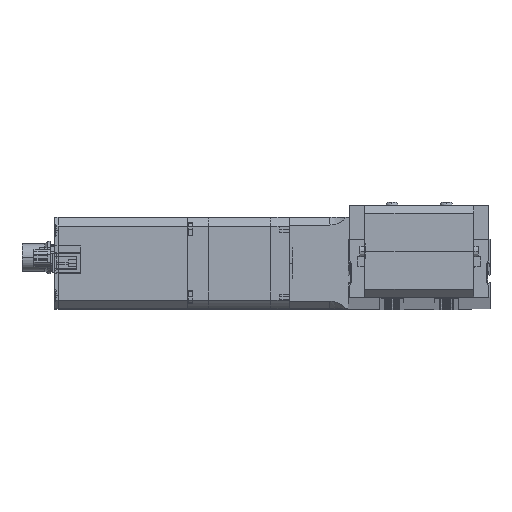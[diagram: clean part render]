
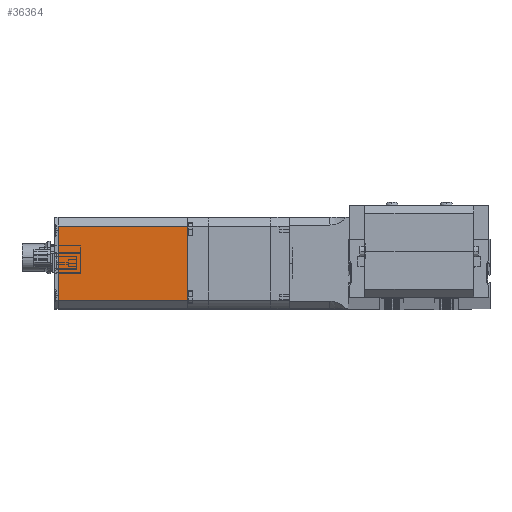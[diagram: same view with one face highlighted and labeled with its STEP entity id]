
A CAD part, top view. The second image highlights one B-rep face of the part: STEP entity #36364.
In plain terms, the highlighted face is planar.
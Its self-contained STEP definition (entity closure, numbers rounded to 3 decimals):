
#140 = CARTESIAN_POINT ( 'NONE',  ( -31., -17., -106.25 ) ) ;
#420 = ORIENTED_EDGE ( 'NONE', *, *, #36584, .F. ) ;
#1242 = LINE ( 'NONE', #29831, #14749 ) ;
#2073 = ORIENTED_EDGE ( 'NONE', *, *, #22082, .T. ) ;
#2964 = VERTEX_POINT ( 'NONE', #9586 ) ;
#6990 = LINE ( 'NONE', #19714, #32626 ) ;
#7725 = VECTOR ( 'NONE', #12380, 1000. ) ;
#8540 = PLANE ( 'NONE',  #32311 ) ;
#9341 = ORIENTED_EDGE ( 'NONE', *, *, #32582, .T. ) ;
#9586 = CARTESIAN_POINT ( 'NONE',  ( -31., 17., -47. ) ) ;
#12380 = DIRECTION ( 'NONE',  ( 0., 0., 1. ) ) ;
#13901 = DIRECTION ( 'NONE',  ( 0., 1., 0. ) ) ;
#14749 = VECTOR ( 'NONE', #13901, 1000. ) ;
#15008 = DIRECTION ( 'NONE',  ( 1., 0., 0. ) ) ;
#15594 = VERTEX_POINT ( 'NONE', #37406 ) ;
#16599 = DIRECTION ( 'NONE',  ( 0., 1., 0. ) ) ;
#17040 = CARTESIAN_POINT ( 'NONE',  ( -31., 17., -106.25 ) ) ;
#19714 = CARTESIAN_POINT ( 'NONE',  ( -31., 17., -106.25 ) ) ;
#22082 = EDGE_CURVE ( 'NONE', #40432, #2964, #1242, .T. ) ;
#22460 = EDGE_LOOP ( 'NONE', ( #2073, #420, #23052, #9341 ) ) ;
#22832 = CARTESIAN_POINT ( 'NONE',  ( -31., -17., -47. ) ) ;
#23052 = ORIENTED_EDGE ( 'NONE', *, *, #28913, .F. ) ;
#26952 = DIRECTION ( 'NONE',  ( 0., 0., 1. ) ) ;
#28913 = EDGE_CURVE ( 'NONE', #37917, #15594, #6990, .T. ) ;
#29831 = CARTESIAN_POINT ( 'NONE',  ( -31., 17., -47. ) ) ;
#32311 = AXIS2_PLACEMENT_3D ( 'NONE', #33828, #15008, #40230 ) ;
#32582 = EDGE_CURVE ( 'NONE', #37917, #40432, #34329, .T. ) ;
#32626 = VECTOR ( 'NONE', #16599, 1000. ) ;
#33779 = CARTESIAN_POINT ( 'NONE',  ( -31., -17., -106.25 ) ) ;
#33828 = CARTESIAN_POINT ( 'NONE',  ( -31., 17., -106.25 ) ) ;
#34329 = LINE ( 'NONE', #140, #7725 ) ;
#36043 = LINE ( 'NONE', #17040, #39630 ) ;
#36364 = ADVANCED_FACE ( 'NONE', ( #37536 ), #8540, .F. ) ;
#36584 = EDGE_CURVE ( 'NONE', #15594, #2964, #36043, .T. ) ;
#37406 = CARTESIAN_POINT ( 'NONE',  ( -31., 17., -106.25 ) ) ;
#37536 = FACE_OUTER_BOUND ( 'NONE', #22460, .T. ) ;
#37917 = VERTEX_POINT ( 'NONE', #33779 ) ;
#39630 = VECTOR ( 'NONE', #26952, 1000. ) ;
#40230 = DIRECTION ( 'NONE',  ( 0., 1., 0. ) ) ;
#40432 = VERTEX_POINT ( 'NONE', #22832 ) ;
